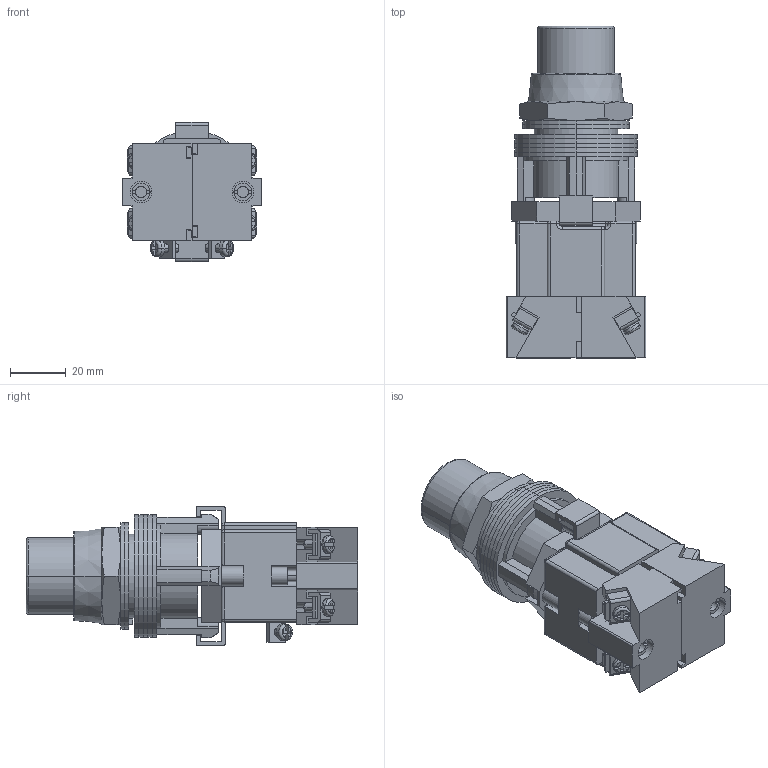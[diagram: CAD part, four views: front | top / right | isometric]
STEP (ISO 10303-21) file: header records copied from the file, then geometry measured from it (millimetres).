
FILE_DESCRIPTION (( 'STEP AP214' ), '1' );
FILE_NAME ('HT8GVYV3.step', '2018-06-29T16:24:16', ( '' ), ( '' ), 'SwSTEP 2.0', 'SolidWorks 2017', '' );
FILE_SCHEMA (( 'AUTOMOTIVE_DESIGN' ));
Length unit declared in the file: millimetre
Products named in the file (1): HT8GVYV3
Bounding box: 50 x 118.95 x 50 mm (x, y, z)
Volume: 119997.9 mm3; surface area: 57040.7 mm2
Topology: 34 solids, 34 shells, 758 faces, 1897 edges, 1222 vertices
Faces by surface type: plane 460, cylinder 229, torus 36, cone 19, sphere 14
Entity records: 26326 total; most frequent: CARTESIAN_POINT 4210, DIRECTION 3917, ORIENTED_EDGE 3766, EDGE_CURVE 1883, AXIS2_PLACEMENT_3D 1337, LINE 1243, VECTOR 1243, VERTEX_POINT 1222
